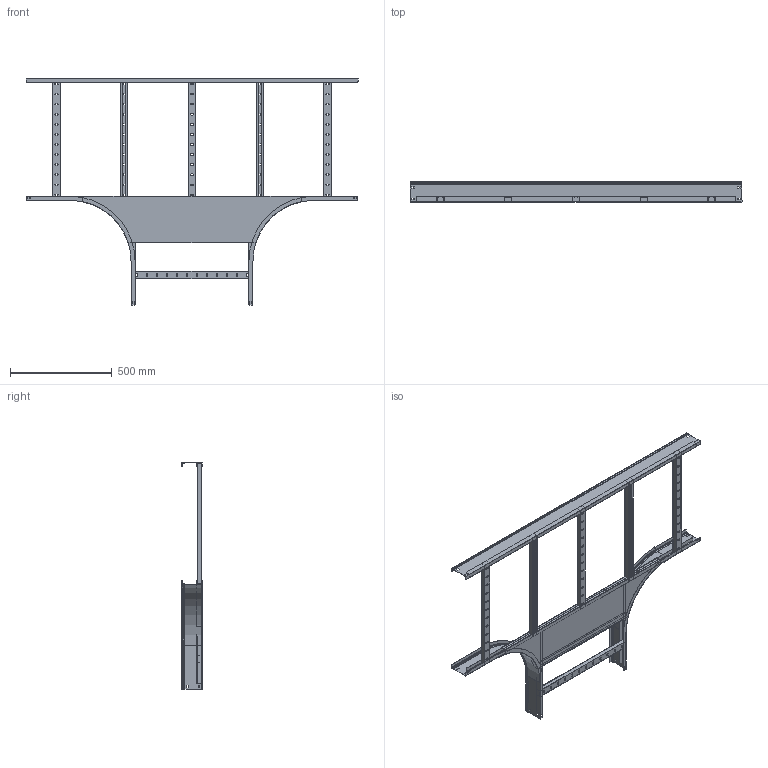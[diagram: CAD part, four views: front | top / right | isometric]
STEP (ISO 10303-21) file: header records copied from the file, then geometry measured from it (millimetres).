
FILE_DESCRIPTION (( 'STEP AP214' ), '1' );
FILE_NAME ('CRT04-4-100x600.STEP', '2021-03-10T06:22:38', ( '' ), ( '' ), 'SwSTEP 2.0', 'SolidWorks 2017', '' );
FILE_SCHEMA (( 'AUTOMOTIVE_DESIGN' ));
Length unit declared in the file: millimetre
Products named in the file (9): ÊÈÂÀ 195.01.05 Ï-ïðîôèëü_îòâ_ö_00_668.2; CRT04-4-100x600; ÊÈÂÀ 195.03.02_Ïëàñòèíà ñîåäèíèòåëüíàÿ_00_-04 (1574); 岓臍 195.03.10 捘 冓憵_00_-04 (1574x600); ÊÈÂÀ 195.01.03_Ïëàíêà ïîïåðå÷íàÿ_00_-04; ÊÈÂÀ 195.03.04 Ï-ïðîôèëü_00_-05 (1574); 岓臍 195.01.01_呧翲歑鍙 摳賧禖嶱闅槂鐻00_-02; ÊÈÂÀ 195.03.01 Ëîíæåðîí ïðÿìîé_00_-14; 岓臍 195.01.20 捘 冓憵_闅槂鐻00_-04 (600)
Assembly tree (18 placements, depth 3):
  CRT04-4-100x600
    岓臍 195.03.10 捘 冓憵_00_-04 (1574x600)
      ÊÈÂÀ 195.03.04 Ï-ïðîôèëü_00_-05 (1574)  x2
      ÊÈÂÀ 195.01.03_Ïëàíêà ïîïåðå÷íàÿ_00_-04  x5
    ÊÈÂÀ 195.03.02_Ïëàñòèíà ñîåäèíèòåëüíàÿ_00_-04 (1574)  x2
    岓臍 195.01.20 捘 冓憵_闅槂鐻00_-04 (600)
      ÊÈÂÀ 195.01.05 Ï-ïðîôèëü_îòâ_ö_00_668.2  x2
      ÊÈÂÀ 195.01.03_Ïëàíêà ïîïåðå÷íàÿ_00_-04  x2
    岓臍 195.01.01_呧翲歑鍙 摳賧禖嶱闅槂鐻00_-02  x2
    ÊÈÂÀ 195.03.01 Ëîíæåðîí ïðÿìîé_00_-14
Bounding box: 1634 x 100.3 x 1117 mm (x, y, z)
Volume: 1826759.6 mm3; surface area: 3084420.9 mm2
Topology: 16 solids, 16 shells, 1062 faces, 2918 edges, 1888 vertices
Faces by surface type: plane 770, cylinder 272, torus 12, cone 8
Entity records: 11678 total; most frequent: CARTESIAN_POINT 1975, ORIENTED_EDGE 1940, DIRECTION 1934, EDGE_CURVE 970, VECTOR 788, LINE 788, VERTEX_POINT 614, AXIS2_PLACEMENT_3D 573
